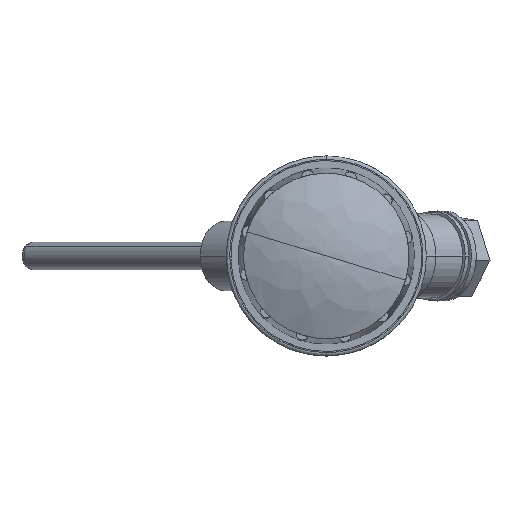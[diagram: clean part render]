
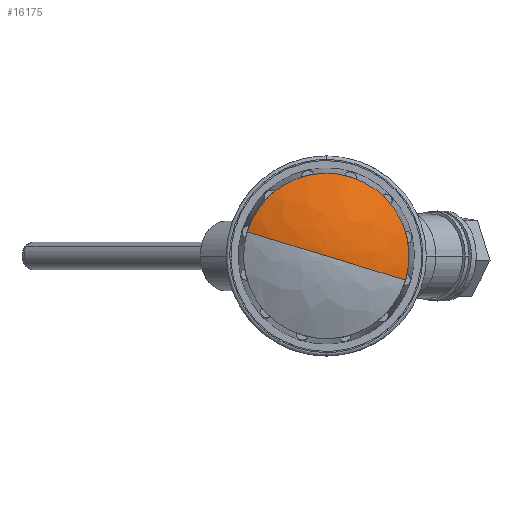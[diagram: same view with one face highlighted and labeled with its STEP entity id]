
A CAD part, front view. The second image highlights one B-rep face of the part: STEP entity #16175.
In plain terms, the highlighted free-form (B-spline) face has degree [3, 3] with [4, 4] control points.
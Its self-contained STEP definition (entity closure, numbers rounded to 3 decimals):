
#629 = CARTESIAN_POINT ( 'NONE',  ( 17., -23.9, 0. ) ) ;
#694 = ORIENTED_EDGE ( 'NONE', *, *, #5443, .T. ) ;
#704 = CARTESIAN_POINT ( 'NONE',  ( 17., 23.9, 0. ) ) ;
#821 = CARTESIAN_POINT ( 'NONE',  ( 20.493, -16.38, 0. ) ) ;
#1052 = DIRECTION ( 'NONE',  ( 0., 0., 1. ) ) ;
#1416 = AXIS2_PLACEMENT_3D ( 'NONE', #17855, #6510, #1983 ) ;
#1477 = CIRCLE ( 'NONE', #10663, 23.9 ) ;
#1878 = AXIS2_PLACEMENT_3D ( 'NONE', #10043, #15855, #14432 ) ;
#1957 = CARTESIAN_POINT ( 'NONE',  ( 22.4, 0., 0. ) ) ;
#1983 = DIRECTION ( 'NONE',  ( 0., 1., 0. ) ) ;
#2051 = CARTESIAN_POINT ( 'NONE',  ( 17., 23.9, 47.8 ) ) ;
#2106 = EDGE_CURVE ( 'NONE', #8744, #12924, #7587, .T. ) ;
#2320 = CARTESIAN_POINT ( 'NONE',  ( 22.321, -8.292, 16.583 ) ) ;
#2580 = CARTESIAN_POINT ( 'NONE',  ( 17., 0., 23.9 ) ) ;
#3405 = CARTESIAN_POINT ( 'NONE',  ( 20.493, 16.38, 32.76 ) ) ;
#3687 = CARTESIAN_POINT ( 'NONE',  ( 22.4, 0., 0. ) ) ;
#3949 = DIRECTION ( 'NONE',  ( -1., 0., 0. ) ) ;
#5443 = EDGE_CURVE ( 'NONE', #9735, #12924, #7239, .T. ) ;
#5944 = ORIENTED_EDGE ( 'NONE', *, *, #7595, .F. ) ;
#6291 = FACE_OUTER_BOUND ( 'NONE', #14941, .T. ) ;
#6388 = CARTESIAN_POINT ( 'NONE',  ( 22.321, 8.292, 0. ) ) ;
#6510 = DIRECTION ( 'NONE',  ( 0., 0., 1. ) ) ;
#7239 = CIRCLE ( 'NONE', #1416, 58.048 ) ;
#7587 = CIRCLE ( 'NONE', #18231, 23.9 ) ;
#7595 = EDGE_CURVE ( 'NONE', #9735, #10620, #10158, .T. ) ;
#7917 = CARTESIAN_POINT ( 'NONE',  ( 22.4, 0., 0. ) ) ;
#8744 = VERTEX_POINT ( 'NONE', #2580 ) ;
#9348 = CARTESIAN_POINT ( 'NONE',  ( 20.493, 16.38, 0. ) ) ;
#9551 = CARTESIAN_POINT ( 'NONE',  ( 22.321, -8.292, 0. ) ) ;
#9735 = VERTEX_POINT ( 'NONE', #18273 ) ;
#9825 = DIRECTION ( 'NONE',  ( 0., 0., 1. ) ) ;
#9911 = CARTESIAN_POINT ( 'NONE',  ( 17., 0., 0. ) ) ;
#10043 = CARTESIAN_POINT ( 'NONE',  ( -35.645, 0.555, 0. ) ) ;
#10158 = CIRCLE ( 'NONE', #1878, 58.048 ) ;
#10620 = VERTEX_POINT ( 'NONE', #12055 ) ;
#10663 = AXIS2_PLACEMENT_3D ( 'NONE', #9911, #3949, #9825 ) ;
#11021 = CARTESIAN_POINT ( 'NONE',  ( 17., 0., 0. ) ) ;
#12055 = CARTESIAN_POINT ( 'NONE',  ( 17., -23.9, 0. ) ) ;
#12924 = VERTEX_POINT ( 'NONE', #704 ) ;
#13270 = ORIENTED_EDGE ( 'NONE', *, *, #14804, .F. ) ;
#13669 = CARTESIAN_POINT ( 'NONE',  ( 17., 23.9, 0. ) ) ;
#13764 = CARTESIAN_POINT ( 'NONE',  ( 17., -23.9, 47.8 ) ) ;
#13946 = CARTESIAN_POINT ( 'NONE',  ( 20.493, -16.38, 32.76 ) ) ;
#13980 = DIRECTION ( 'NONE',  ( -1., 0., 0. ) ) ;
#14432 = DIRECTION ( 'NONE',  ( 0., -1., 0. ) ) ;
#14804 = EDGE_CURVE ( 'NONE', #10620, #8744, #1477, .T. ) ;
#14941 = EDGE_LOOP ( 'NONE', ( #5944, #694, #16446, #13270 ) ) ;
#15855 = DIRECTION ( 'NONE',  ( 0., 0., -1. ) ) ;
#16175 = ADVANCED_FACE ( 'NONE', ( #6291 ), #18333, .T. ) ;
#16446 = ORIENTED_EDGE ( 'NONE', *, *, #2106, .F. ) ;
#16783 = CARTESIAN_POINT ( 'NONE',  ( 22.4, 0., 0. ) ) ;
#17855 = CARTESIAN_POINT ( 'NONE',  ( -35.645, -0.555, 0. ) ) ;
#18014 = CARTESIAN_POINT ( 'NONE',  ( 22.321, 8.292, 16.583 ) ) ;
#18231 = AXIS2_PLACEMENT_3D ( 'NONE', #11021, #13980, #1052 ) ;
#18273 = CARTESIAN_POINT ( 'NONE',  ( 22.4, 0., 0. ) ) ;
#18333 =( BOUNDED_SURFACE ( )  B_SPLINE_SURFACE ( 3, 3, ( 
 ( #16783, #1957, #7917, #3687 ),
 ( #6388, #18014, #2320, #9551 ),
 ( #9348, #3405, #13946, #821 ),
 ( #13669, #2051, #13764, #629 ) ),
 .UNSPECIFIED., .F., .F., .T. ) 
 B_SPLINE_SURFACE_WITH_KNOTS ( ( 4, 4 ),
 ( 4, 4 ),
 ( 0., 1. ),
 ( 0., 1. ),
 .UNSPECIFIED. ) 
 GEOMETRIC_REPRESENTATION_ITEM ( )  RATIONAL_B_SPLINE_SURFACE ( (
 ( 1., 0.333, 0.333, 1.),
 ( 0.985, 0.328, 0.328, 0.985),
 ( 0.985, 0.328, 0.328, 0.985),
 ( 1., 0.333, 0.333, 1.) ) ) 
 REPRESENTATION_ITEM ( '' )  SURFACE ( )  );
